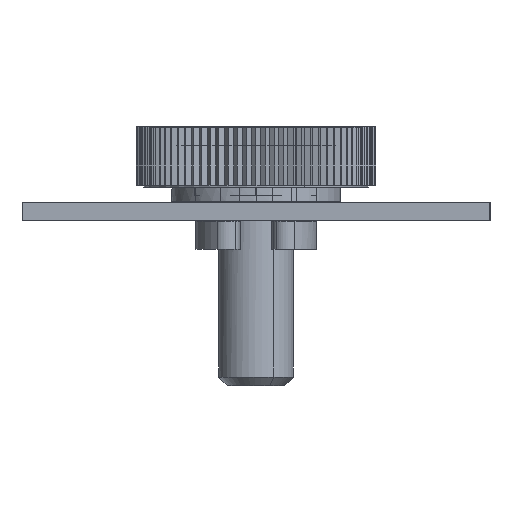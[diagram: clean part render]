
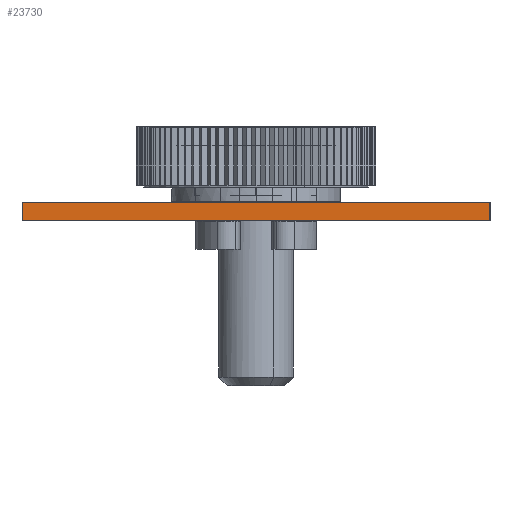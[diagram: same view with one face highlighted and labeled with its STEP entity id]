
A CAD part, left-side view. The second image highlights one B-rep face of the part: STEP entity #23730.
In plain terms, the highlighted planar face has unit normal (-1, 0, 0).
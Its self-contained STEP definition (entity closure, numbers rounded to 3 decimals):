
#22259=DIRECTION('',(0.,0.,1.));
#22260=VECTOR('',#22259,2.);
#22261=CARTESIAN_POINT('',(-80.,25.,0.));
#22262=LINE('',#22261,#22260);
#22266=DIRECTION('',(0.,-1.,0.));
#22267=VECTOR('',#22266,50.);
#22268=CARTESIAN_POINT('',(-80.,25.,2.));
#22269=LINE('',#22268,#22267);
#22301=DIRECTION('',(0.,0.,1.));
#22302=VECTOR('',#22301,2.);
#22303=CARTESIAN_POINT('',(-80.,-25.,0.));
#22304=LINE('',#22303,#22302);
#22623=DIRECTION('',(0.,-1.,0.));
#22624=VECTOR('',#22623,50.);
#22625=CARTESIAN_POINT('',(-80.,25.,0.));
#22626=LINE('',#22625,#22624);
#23491=CARTESIAN_POINT('',(-80.,25.,0.));
#23492=CARTESIAN_POINT('',(-80.,25.,2.));
#23493=VERTEX_POINT('',#23491);
#23494=VERTEX_POINT('',#23492);
#23495=CARTESIAN_POINT('',(-80.,-25.,2.));
#23496=VERTEX_POINT('',#23495);
#23497=CARTESIAN_POINT('',(-80.,-25.,0.));
#23498=VERTEX_POINT('',#23497);
#23715=CARTESIAN_POINT('',(-80.,25.,0.));
#23716=DIRECTION('',(-1.,0.,0.));
#23717=DIRECTION('',(0.,-1.,0.));
#23718=AXIS2_PLACEMENT_3D('',#23715,#23716,#23717);
#23719=PLANE('',#23718);
#23721=ORIENTED_EDGE('',*,*,#23720,.T.);
#23723=ORIENTED_EDGE('',*,*,#23722,.T.);
#23725=ORIENTED_EDGE('',*,*,#23724,.F.);
#23727=ORIENTED_EDGE('',*,*,#23726,.F.);
#23728=EDGE_LOOP('',(#23721,#23723,#23725,#23727));
#23729=FACE_OUTER_BOUND('',#23728,.F.);
#23720=EDGE_CURVE('',#23493,#23494,#22262,.T.);
#23722=EDGE_CURVE('',#23494,#23496,#22269,.T.);
#23724=EDGE_CURVE('',#23498,#23496,#22304,.T.);
#23726=EDGE_CURVE('',#23493,#23498,#22626,.T.);
#23730=ADVANCED_FACE('',(#23729),#23719,.T.);
